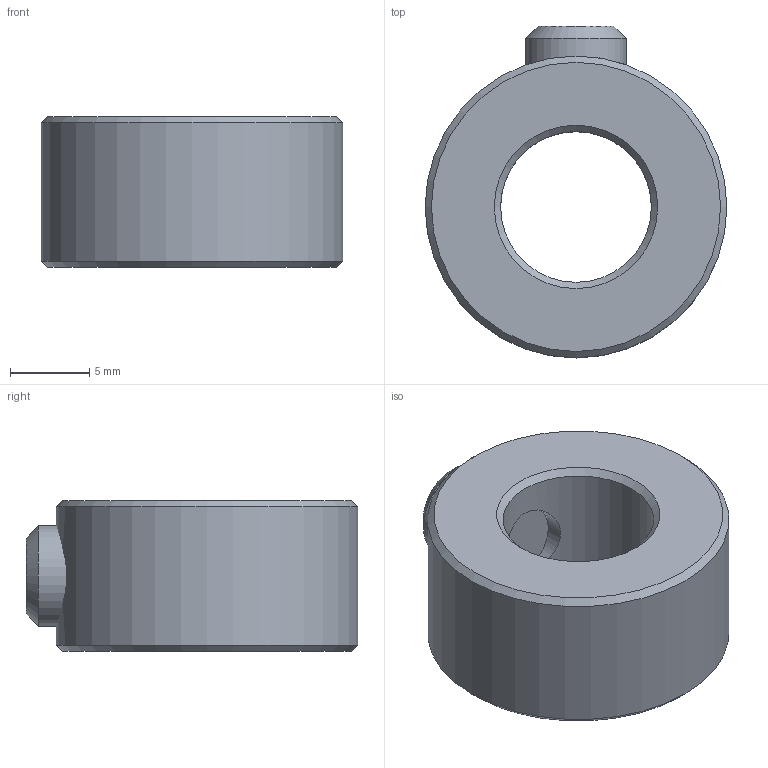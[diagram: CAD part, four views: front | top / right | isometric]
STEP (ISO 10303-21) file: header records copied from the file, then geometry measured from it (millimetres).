
FILE_DESCRIPTION(/* description */ (''),/* implementation_level */ '2;1');
FILE_NAME(/* name */ 'MISC_ShaftCollar_SC-6-F.iam.step',/* time_stamp */ '2014-01-07T11:30:02-08:00',/* author */ ('Autodesk Inc.'),/* organization */ ('Autodesk Inc.'),/* preprocessor_version */ 'ST-DEVELOPER v15.2',/* originating_system */ 'Autodesk Inventor 2014',/* authorisation */ '');
FILE_SCHEMA (('AUTOMOTIVE_DESIGN { 1 0 10303 214 3 1 1 }'));
Length unit declared in the file: inch
Products named in the file (3): MISC_ShaftCollar_SC-6-F; ANSI B18.3 - 1_4-20 UNC - 0.25(24)
Bounding box: 19.05 x 20.95 x 9.53 mm (x, y, z)
Volume: 2086.2 mm3; surface area: 1485.8 mm2
Topology: 2 solids, 2 shells, 21 faces, 46 edges, 29 vertices
Faces by surface type: plane 10, cone 7, cylinder 4
Full cylindrical faces by diameter (mm): 4.978 x1, 6.35 x1, 9.525 x1, 19.05 x1
Entity records: 625 total; most frequent: CARTESIAN_POINT 166, DIRECTION 88, ORIENTED_EDGE 66, AXIS2_PLACEMENT_3D 38, EDGE_LOOP 36, EDGE_CURVE 33, VERTEX_POINT 27, FACE_OUTER_BOUND 21
